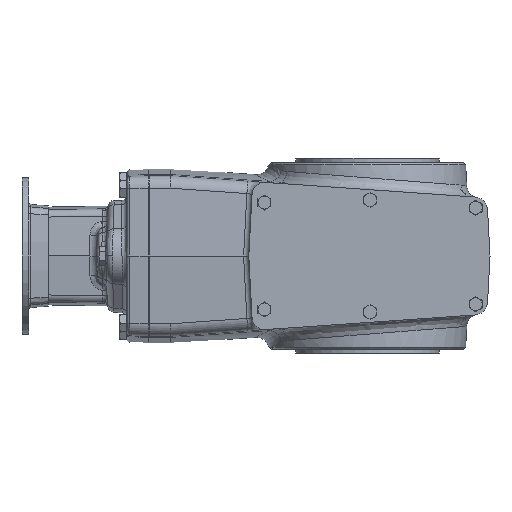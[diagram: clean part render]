
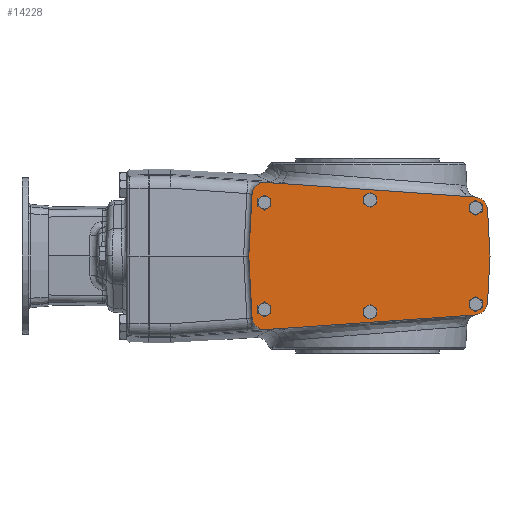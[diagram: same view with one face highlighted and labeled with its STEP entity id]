
A CAD part, front view. The second image highlights one B-rep face of the part: STEP entity #14228.
In plain terms, the highlighted planar face has unit normal (0, -1, 0).
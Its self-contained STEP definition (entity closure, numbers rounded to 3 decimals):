
#783=LINE('',#19389,#1247);
#804=LINE('',#19456,#1268);
#834=LINE('',#20668,#1298);
#837=LINE('',#20674,#1301);
#841=LINE('',#20683,#1305);
#843=LINE('',#20687,#1307);
#1247=VECTOR('',#16391,1000.);
#1268=VECTOR('',#16432,1000.);
#1298=VECTOR('',#16738,1000.);
#1301=VECTOR('',#16743,1000.);
#1305=VECTOR('',#16749,1000.);
#1307=VECTOR('',#16753,1000.);
#1787=PLANE('',#15096);
#2667=ORIENTED_EDGE('',*,*,#5188,.T.);
#2668=ORIENTED_EDGE('',*,*,#5189,.T.);
#2669=ORIENTED_EDGE('',*,*,#5190,.T.);
#2670=ORIENTED_EDGE('',*,*,#5191,.T.);
#2671=ORIENTED_EDGE('',*,*,#5192,.T.);
#2672=ORIENTED_EDGE('',*,*,#5174,.T.);
#2673=ORIENTED_EDGE('',*,*,#5179,.T.);
#2674=ORIENTED_EDGE('',*,*,#5193,.T.);
#2675=ORIENTED_EDGE('',*,*,#4985,.T.);
#2676=ORIENTED_EDGE('',*,*,#5010,.T.);
#2677=ORIENTED_EDGE('',*,*,#5194,.T.);
#2678=ORIENTED_EDGE('',*,*,#5183,.T.);
#2679=ORIENTED_EDGE('',*,*,#5195,.T.);
#2680=ORIENTED_EDGE('',*,*,#5185,.T.);
#2681=ORIENTED_EDGE('',*,*,#5176,.T.);
#2682=ORIENTED_EDGE('',*,*,#5196,.T.);
#4985=EDGE_CURVE('',#6398,#6397,#783,.T.);
#5010=EDGE_CURVE('',#6397,#6416,#804,.T.);
#5174=EDGE_CURVE('',#6510,#6510,#7334,.T.);
#5176=EDGE_CURVE('',#6512,#6511,#834,.T.);
#5179=EDGE_CURVE('',#6514,#6513,#837,.T.);
#5183=EDGE_CURVE('',#6518,#6517,#841,.T.);
#5185=EDGE_CURVE('',#6519,#6512,#843,.T.);
#5188=EDGE_CURVE('',#6521,#6521,#7335,.T.);
#5189=EDGE_CURVE('',#6522,#6522,#7336,.T.);
#5190=EDGE_CURVE('',#6523,#6523,#7337,.T.);
#5191=EDGE_CURVE('',#6524,#6524,#7338,.T.);
#5192=EDGE_CURVE('',#6525,#6525,#7339,.T.);
#5193=EDGE_CURVE('',#6513,#6398,#7340,.F.);
#5194=EDGE_CURVE('',#6416,#6518,#7341,.F.);
#5195=EDGE_CURVE('',#6517,#6519,#7342,.F.);
#5196=EDGE_CURVE('',#6511,#6514,#7343,.F.);
#6397=VERTEX_POINT('',#19388);
#6398=VERTEX_POINT('',#19390);
#6416=VERTEX_POINT('',#19455);
#6510=VERTEX_POINT('',#20663);
#6511=VERTEX_POINT('',#20667);
#6512=VERTEX_POINT('',#20669);
#6513=VERTEX_POINT('',#20673);
#6514=VERTEX_POINT('',#20675);
#6517=VERTEX_POINT('',#20682);
#6518=VERTEX_POINT('',#20684);
#6519=VERTEX_POINT('',#20688);
#6521=VERTEX_POINT('',#20694);
#6522=VERTEX_POINT('',#20696);
#6523=VERTEX_POINT('',#20698);
#6524=VERTEX_POINT('',#20700);
#6525=VERTEX_POINT('',#20702);
#7334=CIRCLE('',#15090,4.35);
#7335=CIRCLE('',#15097,4.35);
#7336=CIRCLE('',#15098,4.35);
#7337=CIRCLE('',#15099,4.35);
#7338=CIRCLE('',#15100,4.35);
#7339=CIRCLE('',#15101,4.35);
#7340=CIRCLE('',#15102,10.);
#7341=CIRCLE('',#15103,10.);
#7342=CIRCLE('',#15104,10.);
#7343=CIRCLE('',#15105,10.);
#7960=EDGE_LOOP('',(#2667));
#7961=EDGE_LOOP('',(#2668));
#7962=EDGE_LOOP('',(#2669));
#7963=EDGE_LOOP('',(#2670));
#7964=EDGE_LOOP('',(#2671));
#7965=EDGE_LOOP('',(#2672));
#7966=EDGE_LOOP('',(#2673,#2674,#2675,#2676,#2677,#2678,#2679,#2680,#2681,
#2682));
#8911=FACE_BOUND('',#7960,.T.);
#8912=FACE_BOUND('',#7961,.T.);
#8913=FACE_BOUND('',#7962,.T.);
#8914=FACE_BOUND('',#7963,.T.);
#8915=FACE_BOUND('',#7964,.T.);
#8916=FACE_BOUND('',#7965,.T.);
#8917=FACE_BOUND('',#7966,.T.);
#14228=ADVANCED_FACE('',(#8911,#8912,#8913,#8914,#8915,#8916,#8917),#1787,
 .F.);
#15090=AXIS2_PLACEMENT_3D('',#20662,#16731,#16732);
#15096=AXIS2_PLACEMENT_3D('',#20692,#16756,#16757);
#15097=AXIS2_PLACEMENT_3D('',#20693,#16758,#16759);
#15098=AXIS2_PLACEMENT_3D('',#20695,#16760,#16761);
#15099=AXIS2_PLACEMENT_3D('',#20697,#16762,#16763);
#15100=AXIS2_PLACEMENT_3D('',#20699,#16764,#16765);
#15101=AXIS2_PLACEMENT_3D('',#20701,#16766,#16767);
#15102=AXIS2_PLACEMENT_3D('',#20703,#16768,#16769);
#15103=AXIS2_PLACEMENT_3D('',#20704,#16770,#16771);
#15104=AXIS2_PLACEMENT_3D('',#20705,#16772,#16773);
#15105=AXIS2_PLACEMENT_3D('',#20706,#16774,#16775);
#16391=DIRECTION('',(-0.052,0.,-0.999));
#16432=DIRECTION('',(0.052,0.,-0.999));
#16731=DIRECTION('',(0.,1.,0.));
#16732=DIRECTION('',(1.,0.,0.));
#16738=DIRECTION('',(-0.052,0.,0.999));
#16743=DIRECTION('',(-0.998,0.,0.069));
#16749=DIRECTION('',(0.998,0.,0.069));
#16753=DIRECTION('',(0.052,0.,0.999));
#16756=DIRECTION('',(0.,1.,0.));
#16757=DIRECTION('',(-1.,0.,0.));
#16758=DIRECTION('',(0.,1.,0.));
#16759=DIRECTION('',(1.,0.,0.));
#16760=DIRECTION('',(0.,1.,0.));
#16761=DIRECTION('',(1.,0.,0.));
#16762=DIRECTION('',(0.,1.,0.));
#16763=DIRECTION('',(1.,0.,0.));
#16764=DIRECTION('',(0.,1.,0.));
#16765=DIRECTION('',(1.,0.,0.));
#16766=DIRECTION('',(0.,1.,0.));
#16767=DIRECTION('',(1.,0.,0.));
#16768=DIRECTION('',(0.,1.,0.));
#16769=DIRECTION('',(-1.,0.,0.));
#16770=DIRECTION('',(0.,1.,0.));
#16771=DIRECTION('',(-1.,0.,0.));
#16772=DIRECTION('',(0.,1.,0.));
#16773=DIRECTION('',(-1.,0.,0.));
#16774=DIRECTION('',(0.,1.,0.));
#16775=DIRECTION('',(-1.,0.,0.));
#19388=CARTESIAN_POINT('',(-91.,-91.,0.));
#19389=CARTESIAN_POINT('',(-88.008,-91.,57.1));
#19390=CARTESIAN_POINT('',(-88.54,-91.,46.941));
#19455=CARTESIAN_POINT('',(-88.54,-91.,-46.941));
#19456=CARTESIAN_POINT('',(-91.,-91.,0.));
#20662=CARTESIAN_POINT('',(83.,-91.,37.));
#20663=CARTESIAN_POINT('',(87.35,-91.,37.));
#20667=CARTESIAN_POINT('',(92.126,-91.,35.762));
#20668=CARTESIAN_POINT('',(94.,-91.,0.));
#20669=CARTESIAN_POINT('',(94.,-91.,0.));
#20673=CARTESIAN_POINT('',(-77.86,-91.,56.394));
#20674=CARTESIAN_POINT('',(91.663,-91.,44.6));
#20675=CARTESIAN_POINT('',(82.834,-91.,45.214));
#20682=CARTESIAN_POINT('',(82.834,-91.,-45.214));
#20683=CARTESIAN_POINT('',(-88.008,-91.,-57.1));
#20684=CARTESIAN_POINT('',(-77.86,-91.,-56.394));
#20687=CARTESIAN_POINT('',(91.663,-91.,-44.6));
#20688=CARTESIAN_POINT('',(92.126,-91.,-35.762));
#20692=CARTESIAN_POINT('',(0.,-91.,0.));
#20693=CARTESIAN_POINT('',(2.,-91.,43.));
#20694=CARTESIAN_POINT('',(6.35,-91.,43.));
#20695=CARTESIAN_POINT('',(-79.,-91.,41.));
#20696=CARTESIAN_POINT('',(-74.65,-91.,41.));
#20697=CARTESIAN_POINT('',(83.,-91.,-37.));
#20698=CARTESIAN_POINT('',(87.35,-91.,-37.));
#20699=CARTESIAN_POINT('',(-79.,-91.,-41.));
#20700=CARTESIAN_POINT('',(-74.65,-91.,-41.));
#20701=CARTESIAN_POINT('',(2.,-91.,-43.));
#20702=CARTESIAN_POINT('',(6.35,-91.,-43.));
#20703=CARTESIAN_POINT('',(-78.554,-91.,46.418));
#20704=CARTESIAN_POINT('',(-78.554,-91.,-46.418));
#20705=CARTESIAN_POINT('',(82.14,-91.,-35.238));
#20706=CARTESIAN_POINT('',(82.14,-91.,35.238));
